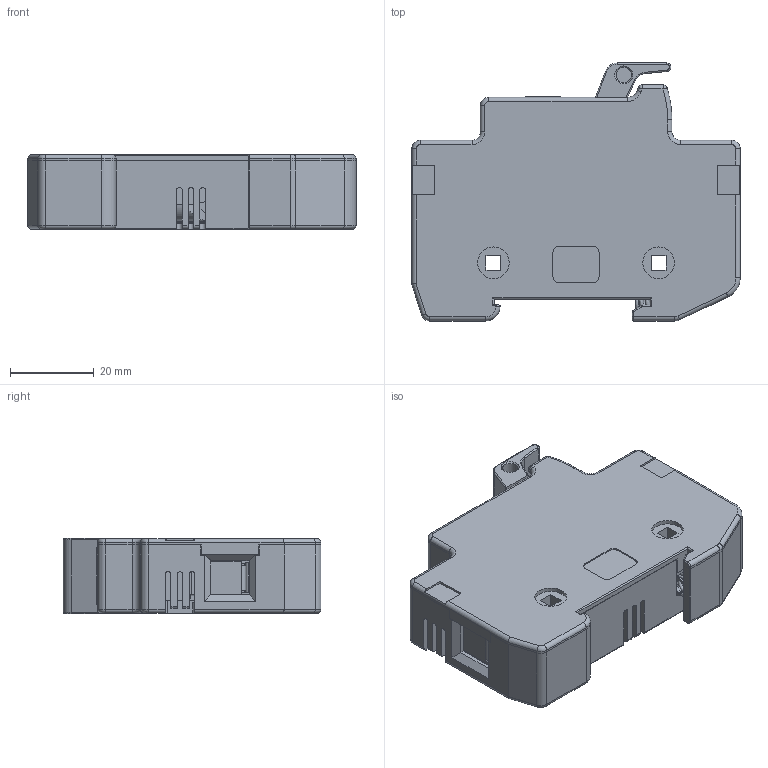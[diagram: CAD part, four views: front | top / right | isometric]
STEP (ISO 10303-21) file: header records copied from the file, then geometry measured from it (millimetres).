
FILE_DESCRIPTION(/* description */ (''),/* implementation_level */ '2;1');
FILE_NAME(/* name */ 'CDPV1-20.stp',/* time_stamp */ '2025-06-04T13:40:36+08:00',/* author */ (''),/* organization */ (''),/* preprocessor_version */ 'ST-DEVELOPER v16',/* originating_system */ 'SIEMENS PLM Software NX 10.0',/* authorisation */ '');
FILE_SCHEMA (('CONFIG_CONTROL_DESIGN'));
Products named in the file (1): CDPV1-20
Bounding box: 78.3 x 61.5 x 17.9 mm (x, y, z)
Volume: 26037.5 mm3; surface area: 40856.3 mm2
Topology: 14 solids, 14 shells, 1450 faces, 3947 edges, 2551 vertices
Faces by surface type: plane 1000, cylinder 352, bspline 41, torus 36, cone 9, sphere 8, revolution 4
Full cylindrical faces by diameter (mm): 1.1 x2, 1.2 x6, 1.986 x2, 2.907 x1, 3 x1, 3.7 x2, 5 x2, 5.5 x2, 6.7 x2, 7 x2, 7.2 x2, 7.547 x4, 8.5 x4
Entity records: 58750 total; most frequent: CARTESIAN_POINT 22100, ORIENTED_EDGE 7752, DIRECTION 7308, EDGE_CURVE 3876, LINE 2976, VECTOR 2976, VERTEX_POINT 2537, AXIS2_PLACEMENT_3D 2164
